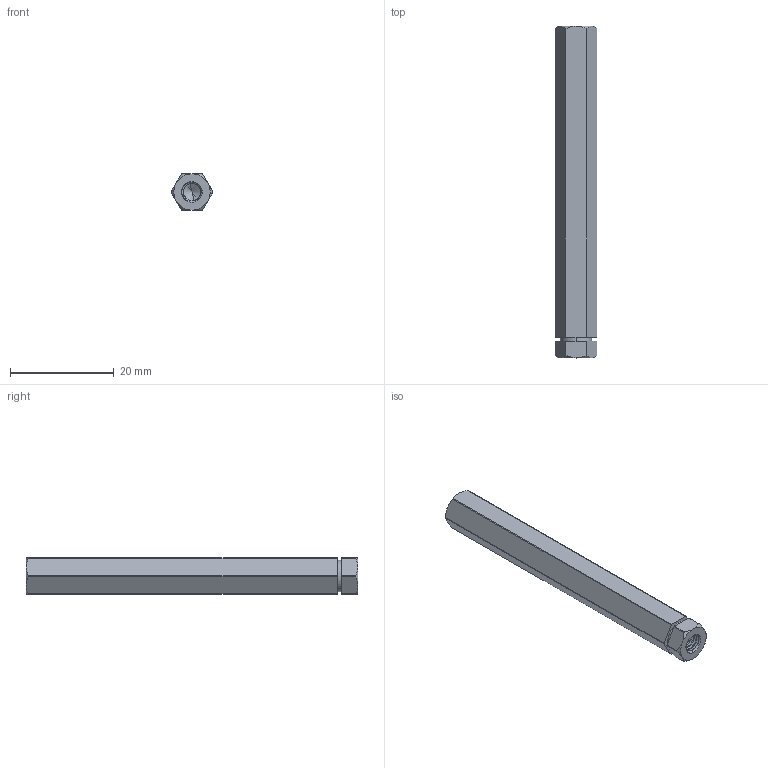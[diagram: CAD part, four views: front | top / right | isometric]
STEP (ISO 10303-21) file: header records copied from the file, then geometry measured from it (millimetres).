
FILE_DESCRIPTION(('Open CASCADE Model'),'2;1');
FILE_NAME('Open CASCADE Shape Model','2023-08-02T22:12:58',('Author'),( 'Open CASCADE'),'Open CASCADE STEP processor 7.7','Open CASCADE 7.7' ,'Unknown');
FILE_SCHEMA(('AUTOMOTIVE_DESIGN { 1 0 10303 214 1 1 1 1 }'));
Length unit declared in the file: millimetre
Products named in the file (1): Open CASCADE STEP translator 7.7 1
Bounding box: 8 x 64 x 7 mm (x, y, z)
Volume: 2417.6 mm3; surface area: 2114.7 mm2
Topology: 1 solids, 1 shells, 198 faces, 564 edges, 368 vertices
Faces by surface type: cylinder 154, cone 22, plane 18, bspline 4
Entity records: 12214 total; most frequent: CARTESIAN_POINT 7921, ORIENTED_EDGE 1120, DIRECTION 706, EDGE_CURVE 560, VERTEX_POINT 368, AXIS2_PLACEMENT_3D 261, FACE_BOUND 202, EDGE_LOOP 202
